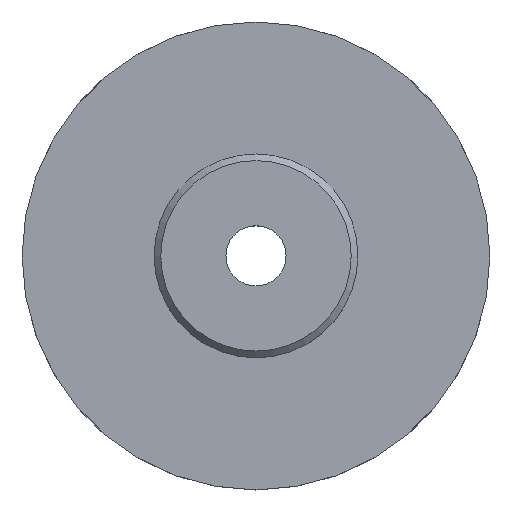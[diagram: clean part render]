
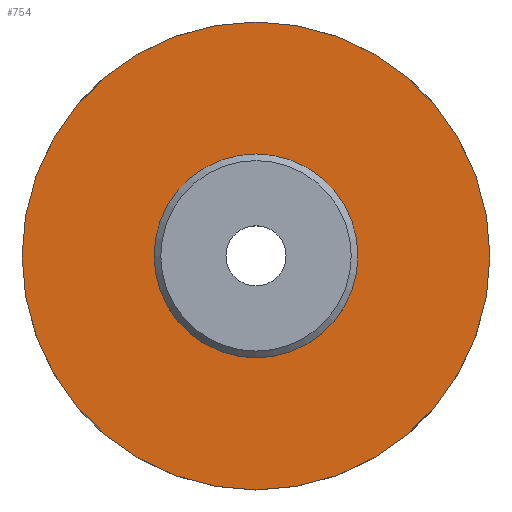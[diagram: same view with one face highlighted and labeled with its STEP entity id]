
A CAD part, top view. The second image highlights one B-rep face of the part: STEP entity #754.
In plain terms, the highlighted planar face has unit normal (0, 0, 1).
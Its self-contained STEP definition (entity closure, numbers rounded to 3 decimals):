
#19=FACE_BOUND('',#158,.T.);
#54=CIRCLE('',#842,17.5);
#59=CIRCLE('',#855,7.625);
#114=FACE_OUTER_BOUND('',#157,.T.);
#157=EDGE_LOOP('',(#689));
#158=EDGE_LOOP('',(#690));
#362=VERTEX_POINT('',#1282);
#366=VERTEX_POINT('',#1304);
#463=EDGE_CURVE('',#362,#362,#54,.T.);
#474=EDGE_CURVE('',#366,#366,#59,.T.);
#689=ORIENTED_EDGE('',*,*,#463,.T.);
#690=ORIENTED_EDGE('',*,*,#474,.T.);
#714=PLANE('',#857);
#754=ADVANCED_FACE('',(#114,#19),#714,.T.);
#842=AXIS2_PLACEMENT_3D('',#1283,#1050,#1051);
#855=AXIS2_PLACEMENT_3D('',#1306,#1082,#1083);
#857=AXIS2_PLACEMENT_3D('',#1308,#1086,#1087);
#1050=DIRECTION('center_axis',(0.,0.,1.));
#1051=DIRECTION('ref_axis',(1.,0.,0.));
#1082=DIRECTION('center_axis',(0.,0.,-1.));
#1083=DIRECTION('ref_axis',(1.,0.,0.));
#1086=DIRECTION('center_axis',(0.,0.,1.));
#1087=DIRECTION('ref_axis',(1.,0.,0.));
#1282=CARTESIAN_POINT('',(-17.5,0.,4.));
#1283=CARTESIAN_POINT('Origin',(0.,0.,4.));
#1304=CARTESIAN_POINT('',(-7.625,0.,4.));
#1306=CARTESIAN_POINT('Origin',(0.,0.,4.));
#1308=CARTESIAN_POINT('Origin',(0.,0.,4.));
